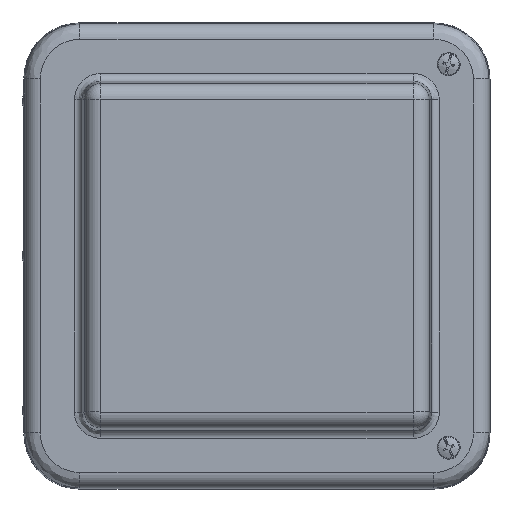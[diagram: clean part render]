
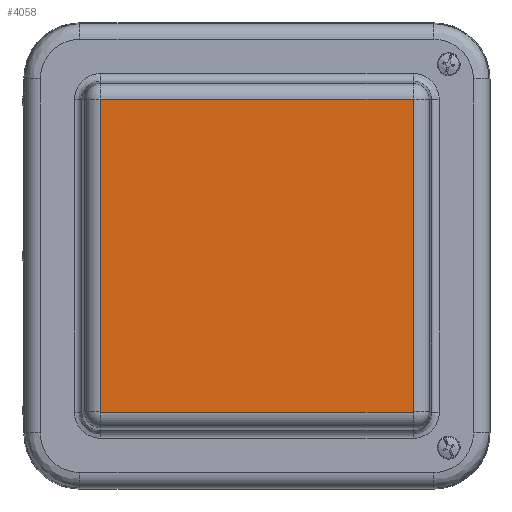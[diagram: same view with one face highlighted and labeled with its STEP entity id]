
A CAD part, top view. The second image highlights one B-rep face of the part: STEP entity #4058.
In plain terms, the highlighted planar face has unit normal (0, 0, 1).
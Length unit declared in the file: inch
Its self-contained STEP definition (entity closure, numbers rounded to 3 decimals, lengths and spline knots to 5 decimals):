
#45 = CARTESIAN_POINT ( 'NONE',  ( -2.45574, -2.52055, 1.71331 ) ) ;
#534 = ORIENTED_EDGE ( 'NONE', *, *, #15324, .T. ) ;
#1636 = CARTESIAN_POINT ( 'NONE',  ( 2.59393, 2.52913, 1.71331 ) ) ;
#2681 = ORIENTED_EDGE ( 'NONE', *, *, #3319, .T. ) ;
#3072 = DIRECTION ( 'NONE',  ( 1., 0., 0. ) ) ;
#3183 = EDGE_LOOP ( 'NONE', ( #18296, #33078, #19572, #35204, #32563, #2681, #534, #31214 ) ) ;
#3319 = EDGE_CURVE ( 'NONE', #35197, #5240, #32929, .T. ) ;
#3375 = VERTEX_POINT ( 'NONE', #45 ) ;
#3956 = LINE ( 'NONE', #28768, #24923 ) ;
#4058 = ADVANCED_FACE ( 'NONE', ( #10649 ), #24275, .T. ) ;
#4854 = CARTESIAN_POINT ( 'NONE',  ( -2.45574, -2.5229, 1.71331 ) ) ;
#4910 = CARTESIAN_POINT ( 'NONE',  ( 2.60251, 2.52055, 1.71331 ) ) ;
#5240 = VERTEX_POINT ( 'NONE', #28045 ) ;
#5422 = CARTESIAN_POINT ( 'NONE',  ( -2.45491, 2.52496, 1.71331 ) ) ;
#6071 = CARTESIAN_POINT ( 'NONE',  ( 2.60166, 2.52494, 1.71331 ) ) ;
#6721 = AXIS2_PLACEMENT_3D ( 'NONE', #7559, #13555, #33046 ) ;
#7530 = CARTESIAN_POINT ( 'NONE',  ( -2.45574, -2.52055, 1.71331 ) ) ;
#7559 = CARTESIAN_POINT ( 'NONE',  ( 0.07338, 0., 1.71331 ) ) ;
#7778 = EDGE_CURVE ( 'NONE', #31477, #35197, #35533, .T. ) ;
#7992 = EDGE_CURVE ( 'NONE', #3375, #32832, #21521, .T. ) ;
#8684 = CARTESIAN_POINT ( 'NONE',  ( -2.45574, 2.52055, 1.71331 ) ) ;
#10176 = CARTESIAN_POINT ( 'NONE',  ( 2.60251, -2.52055, 1.71331 ) ) ;
#10304 = CARTESIAN_POINT ( 'NONE',  ( 2.60167, -2.52496, 1.71331 ) ) ;
#10603 = VECTOR ( 'NONE', #15115, 39.37008 ) ;
#10649 = FACE_OUTER_BOUND ( 'NONE', #3183, .T. ) ;
#10703 = DIRECTION ( 'NONE',  ( -1., 0., 0. ) ) ;
#10802 = CARTESIAN_POINT ( 'NONE',  ( -2.45574, 2.52293, 1.71331 ) ) ;
#11563 = CARTESIAN_POINT ( 'NONE',  ( 2.59834, 2.52829, 1.71331 ) ) ;
#12311 = DIRECTION ( 'NONE',  ( 0., -1., 0. ) ) ;
#12640 = VERTEX_POINT ( 'NONE', #8684 ) ;
#12988 = VERTEX_POINT ( 'NONE', #10176 ) ;
#13127 = CARTESIAN_POINT ( 'NONE',  ( 2.60251, -2.52055, 1.71331 ) ) ;
#13387 = CARTESIAN_POINT ( 'NONE',  ( -2.44717, 2.52913, 1.71331 ) ) ;
#13555 = DIRECTION ( 'NONE',  ( 0., 0., 1. ) ) ;
#14599 = VECTOR ( 'NONE', #10703, 39.37008 ) ;
#14754 = CARTESIAN_POINT ( 'NONE',  ( 2.59393, 2.52913, 1.71331 ) ) ;
#15059 = CARTESIAN_POINT ( 'NONE',  ( -2.44717, -2.52913, 1.71331 ) ) ;
#15115 = DIRECTION ( 'NONE',  ( 0., 1., 0. ) ) ;
#15324 = EDGE_CURVE ( 'NONE', #5240, #12640, #26387, .T. ) ;
#15860 = CARTESIAN_POINT ( 'NONE',  ( -2.45157, -2.52829, 1.71331 ) ) ;
#16663 = CARTESIAN_POINT ( 'NONE',  ( -2.45574, 2.52055, 1.71331 ) ) ;
#17053 = EDGE_CURVE ( 'NONE', #12640, #3375, #3956, .T. ) ;
#18296 = ORIENTED_EDGE ( 'NONE', *, *, #7992, .T. ) ;
#18549 = CARTESIAN_POINT ( 'NONE',  ( -2.44955, -2.52913, 1.71331 ) ) ;
#19372 = LINE ( 'NONE', #28509, #10603 ) ;
#19572 = ORIENTED_EDGE ( 'NONE', *, *, #30516, .T. ) ;
#19808 = CARTESIAN_POINT ( 'NONE',  ( 0.07338, -2.52913, 1.71331 ) ) ;
#20489 = CARTESIAN_POINT ( 'NONE',  ( 2.60251, 2.52055, 1.71331 ) ) ;
#21095 = VECTOR ( 'NONE', #3072, 39.37008 ) ;
#21521 = B_SPLINE_CURVE_WITH_KNOTS ( 'NONE', 3,
 ( #7530, #4854, #29493, #15860, #18549, #35443 ),
 .UNSPECIFIED., .F., .F.,
 ( 4, 2, 4 ),
 ( 0., 0.5, 1. ),
 .UNSPECIFIED. ) ;
#21775 = CARTESIAN_POINT ( 'NONE',  ( -2.45156, 2.52827, 1.71331 ) ) ;
#22918 = CARTESIAN_POINT ( 'NONE',  ( 2.59632, 2.52913, 1.71331 ) ) ;
#24275 = PLANE ( 'NONE',  #6721 ) ;
#24589 = VERTEX_POINT ( 'NONE', #30459 ) ;
#24923 = VECTOR ( 'NONE', #12311, 39.37008 ) ;
#26387 = B_SPLINE_CURVE_WITH_KNOTS ( 'NONE', 3,
 ( #13387, #27278, #21775, #5422, #10802, #16663 ),
 .UNSPECIFIED., .F., .F.,
 ( 4, 2, 4 ),
 ( 0., 0.5, 1. ),
 .UNSPECIFIED. ) ;
#27021 = CARTESIAN_POINT ( 'NONE',  ( 2.59832, -2.52827, 1.71331 ) ) ;
#27278 = CARTESIAN_POINT ( 'NONE',  ( -2.44952, 2.52913, 1.71331 ) ) ;
#28045 = CARTESIAN_POINT ( 'NONE',  ( -2.44717, 2.52913, 1.71331 ) ) ;
#28509 = CARTESIAN_POINT ( 'NONE',  ( 2.60251, 0., 1.71331 ) ) ;
#28686 = B_SPLINE_CURVE_WITH_KNOTS ( 'NONE', 3,
 ( #32592, #35755, #27021, #10304, #32717, #13127 ),
 .UNSPECIFIED., .F., .F.,
 ( 4, 2, 4 ),
 ( 0., 0.5, 1. ),
 .UNSPECIFIED. ) ;
#28758 = EDGE_CURVE ( 'NONE', #12988, #31477, #19372, .T. ) ;
#28768 = CARTESIAN_POINT ( 'NONE',  ( -2.45574, 0., 1.71331 ) ) ;
#29493 = CARTESIAN_POINT ( 'NONE',  ( -2.45489, -2.52494, 1.71331 ) ) ;
#30254 = LINE ( 'NONE', #19808, #21095 ) ;
#30459 = CARTESIAN_POINT ( 'NONE',  ( 2.59393, -2.52913, 1.71331 ) ) ;
#30516 = EDGE_CURVE ( 'NONE', #24589, #12988, #28686, .T. ) ;
#31214 = ORIENTED_EDGE ( 'NONE', *, *, #17053, .T. ) ;
#31477 = VERTEX_POINT ( 'NONE', #4910 ) ;
#32563 = ORIENTED_EDGE ( 'NONE', *, *, #7778, .T. ) ;
#32592 = CARTESIAN_POINT ( 'NONE',  ( 2.59393, -2.52913, 1.71331 ) ) ;
#32717 = CARTESIAN_POINT ( 'NONE',  ( 2.60251, -2.52293, 1.71331 ) ) ;
#32832 = VERTEX_POINT ( 'NONE', #15059 ) ;
#32929 = LINE ( 'NONE', #33000, #14599 ) ;
#33000 = CARTESIAN_POINT ( 'NONE',  ( 0.07338, 2.52913, 1.71331 ) ) ;
#33046 = DIRECTION ( 'NONE',  ( 1., 0., 0. ) ) ;
#33078 = ORIENTED_EDGE ( 'NONE', *, *, #36073, .T. ) ;
#34345 = CARTESIAN_POINT ( 'NONE',  ( 2.60251, 2.5229, 1.71331 ) ) ;
#35197 = VERTEX_POINT ( 'NONE', #1636 ) ;
#35204 = ORIENTED_EDGE ( 'NONE', *, *, #28758, .T. ) ;
#35443 = CARTESIAN_POINT ( 'NONE',  ( -2.44717, -2.52913, 1.71331 ) ) ;
#35533 = B_SPLINE_CURVE_WITH_KNOTS ( 'NONE', 3,
 ( #20489, #34345, #6071, #11563, #22918, #14754 ),
 .UNSPECIFIED., .F., .F.,
 ( 4, 2, 4 ),
 ( 0., 0.5, 1. ),
 .UNSPECIFIED. ) ;
#35755 = CARTESIAN_POINT ( 'NONE',  ( 2.59629, -2.52913, 1.71331 ) ) ;
#36073 = EDGE_CURVE ( 'NONE', #32832, #24589, #30254, .T. ) ;
